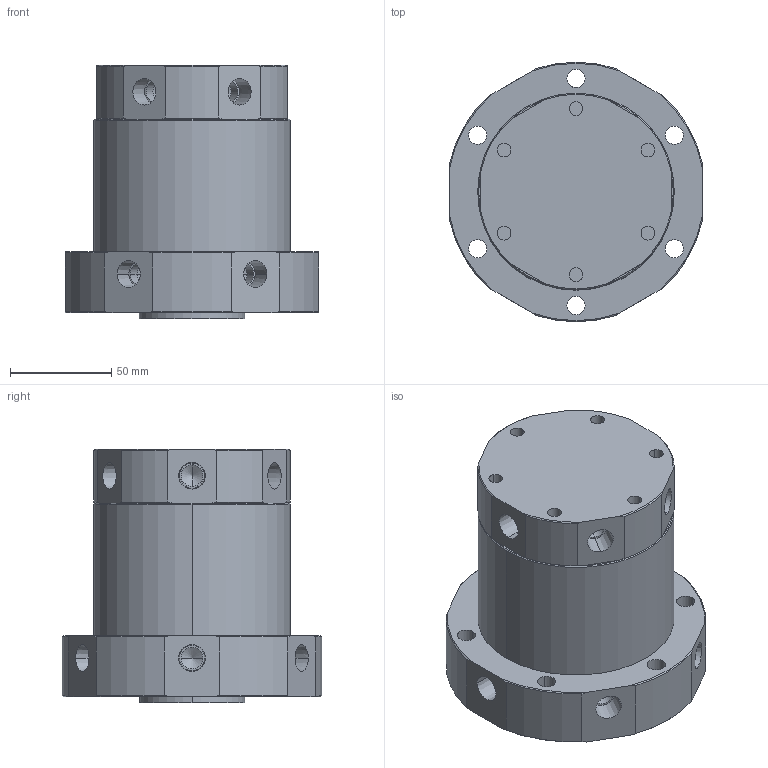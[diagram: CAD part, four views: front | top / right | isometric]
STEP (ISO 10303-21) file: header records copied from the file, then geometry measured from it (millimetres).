
FILE_DESCRIPTION (( 'STEP AP214' ), '1' );
FILE_NAME ('CJRC060-S-A.STEP', '2019-12-02T08:10:44', ( 'Windows' ), ( 'Microsoft' ), 'SwSTEP 2.0', 'SolidWorks 2015', '' );
FILE_SCHEMA (( 'AUTOMOTIVE_DESIGN' ));
Length unit declared in the file: millimetre
Products named in the file (1): CJRC060-S-A
Bounding box: 125 x 128 x 125 mm (x, y, z)
Volume: 1017459.6 mm3; surface area: 96349.4 mm2
Topology: 2 solids, 2 shells, 239 faces, 574 edges, 352 vertices
Faces by surface type: cone 98, cylinder 90, plane 51
Entity records: 6889 total; most frequent: CARTESIAN_POINT 1274, DIRECTION 1252, ORIENTED_EDGE 1076, EDGE_CURVE 538, AXIS2_PLACEMENT_3D 522, VERTEX_POINT 352, EDGE_LOOP 300, CIRCLE 282
